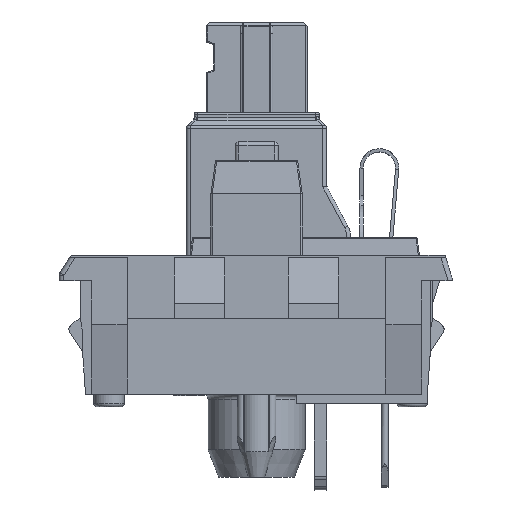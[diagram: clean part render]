
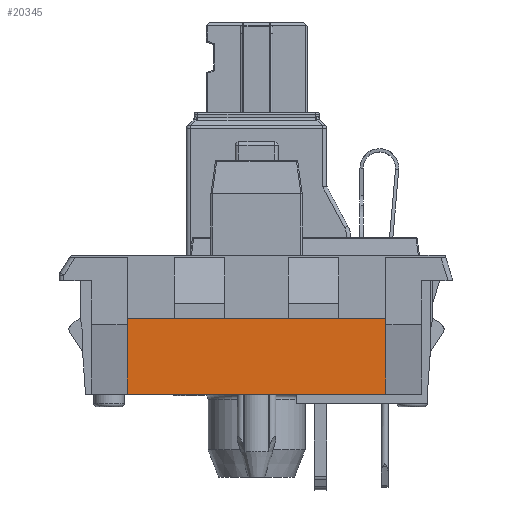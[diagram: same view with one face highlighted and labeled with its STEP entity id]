
A CAD part, front view. The second image highlights one B-rep face of the part: STEP entity #20345.
In plain terms, the highlighted planar face has unit normal (0, -1, 0).
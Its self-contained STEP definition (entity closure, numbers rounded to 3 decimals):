
#432=PLANE('',#22041);
#1738=LINE('',#31574,#3659);
#2098=LINE('',#33266,#4019);
#2166=LINE('',#33399,#4087);
#2167=LINE('',#33401,#4088);
#3659=VECTOR('',#25351,10.);
#4019=VECTOR('',#26199,10.);
#4087=VECTOR('',#26309,10.);
#4088=VECTOR('',#26312,10.);
#5970=FACE_OUTER_BOUND('',#7205,.T.);
#7205=EDGE_LOOP('',(#16679,#16680,#16681,#16682));
#9323=VERTEX_POINT('',#31571);
#9324=VERTEX_POINT('',#31573);
#9636=VERTEX_POINT('',#33264);
#9680=VERTEX_POINT('',#33397);
#11590=EDGE_CURVE('',#9323,#9324,#1738,.T.);
#12087=EDGE_CURVE('',#9323,#9636,#2098,.T.);
#12155=EDGE_CURVE('',#9636,#9680,#2166,.T.);
#12156=EDGE_CURVE('',#9324,#9680,#2167,.T.);
#16679=ORIENTED_EDGE('',*,*,#12155,.T.);
#16680=ORIENTED_EDGE('',*,*,#12156,.F.);
#16681=ORIENTED_EDGE('',*,*,#11590,.F.);
#16682=ORIENTED_EDGE('',*,*,#12087,.T.);
#20345=ADVANCED_FACE('',(#5970),#432,.T.);
#22041=AXIS2_PLACEMENT_3D('',#33400,#26310,#26311);
#25351=DIRECTION('',(-1.,0.,0.));
#26199=DIRECTION('',(0.,0.,1.));
#26309=DIRECTION('',(-1.,0.,0.));
#26310=DIRECTION('center_axis',(0.,-1.,0.));
#26311=DIRECTION('ref_axis',(1.,0.,0.));
#26312=DIRECTION('',(0.,0.,1.));
#31571=CARTESIAN_POINT('',(5.125,-5.915,-4.5));
#31573=CARTESIAN_POINT('',(-5.125,-5.915,-4.5));
#31574=CARTESIAN_POINT('',(5.125,-5.915,-4.5));
#33264=CARTESIAN_POINT('',(5.125,-5.915,-1.5));
#33266=CARTESIAN_POINT('',(5.125,-5.915,0.));
#33397=CARTESIAN_POINT('',(-5.125,-5.915,-1.5));
#33399=CARTESIAN_POINT('',(-2.562,-5.915,-1.5));
#33400=CARTESIAN_POINT('Origin',(-5.125,-5.915,0.));
#33401=CARTESIAN_POINT('',(-5.125,-5.915,0.));
